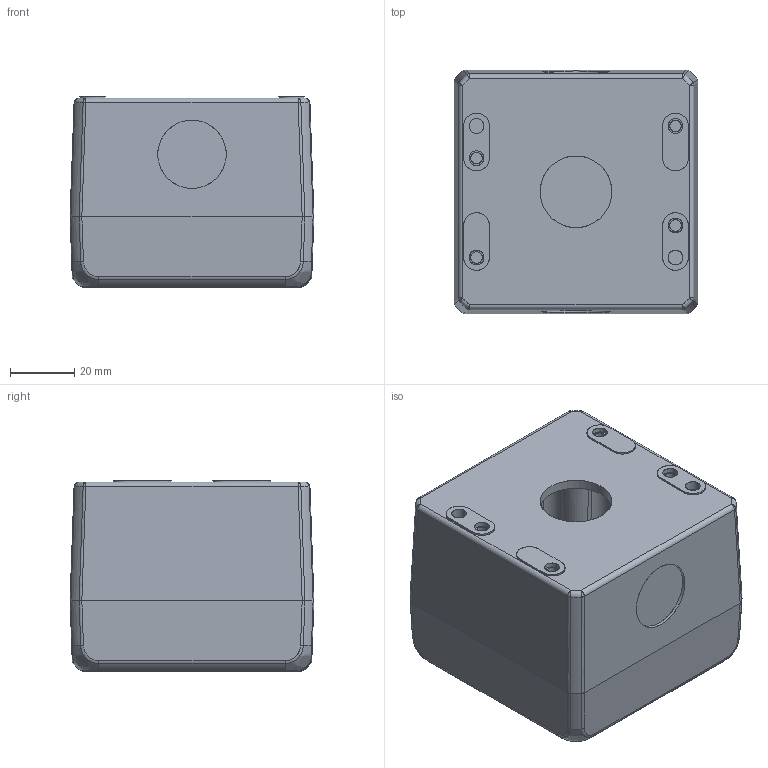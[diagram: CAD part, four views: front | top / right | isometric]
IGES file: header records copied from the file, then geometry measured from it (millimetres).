
Start section: SolidWorks IGES file using analytic representation for surfaces
Global section: file name: FB1WR-111Z_rev0.0.IGS; native system: SolidWorks 2019; preprocessor: SolidWorks 2019; author: 1003605; date: 210930.113808; units: millimetre
Bounding box: 76 x 76 x 59.5 mm (x, y, z)
Surface area: 52665.5 mm2 (no closed solid volume)
Topology: 0 solids, 0 shells, 272 faces, 3612 edges, 3612 vertices
Faces by surface type: revolution 154, bspline 118
